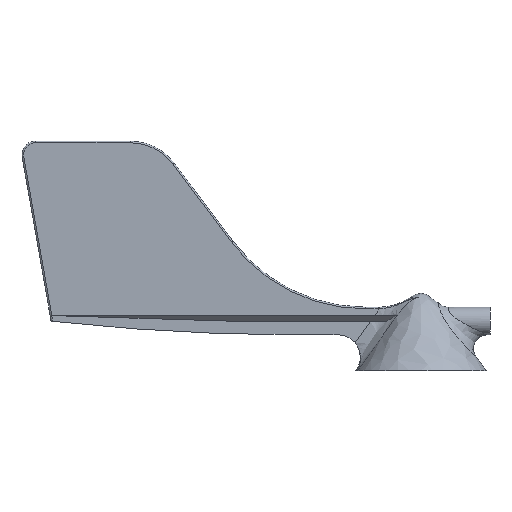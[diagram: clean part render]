
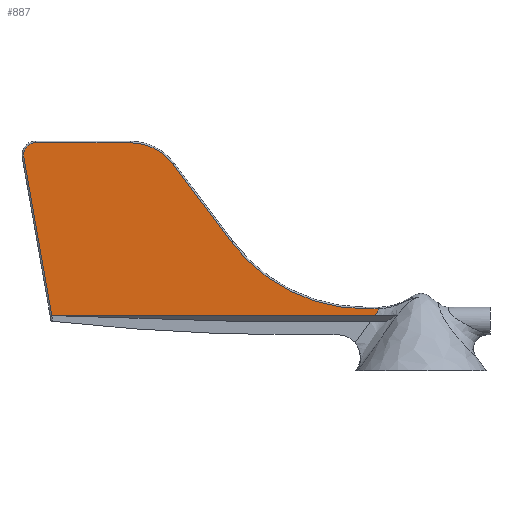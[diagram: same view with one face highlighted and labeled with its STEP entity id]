
A CAD part, left-side view. The second image highlights one B-rep face of the part: STEP entity #887.
In plain terms, the highlighted planar face has unit normal (-1, 0, 0).
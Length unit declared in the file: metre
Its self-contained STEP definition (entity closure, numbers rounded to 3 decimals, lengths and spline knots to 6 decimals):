
#60=LINE('',#1905,#102);
#61=LINE('',#1908,#103);
#62=LINE('',#1914,#104);
#63=LINE('',#1918,#105);
#64=LINE('',#1922,#106);
#102=VECTOR('',#1151,1.);
#103=VECTOR('',#1152,1.);
#104=VECTOR('',#1153,1.);
#105=VECTOR('',#1156,1.);
#106=VECTOR('',#1159,1.);
#126=PLANE('',#977);
#174=B_SPLINE_CURVE_WITH_KNOTS('',3,(#1582,#1583,#1584,#1585),
 .UNSPECIFIED.,.F.,.F.,(4,4),(0.012117,0.015129),
 .UNSPECIFIED.);
#187=B_SPLINE_CURVE_WITH_KNOTS('',3,(#1909,#1910,#1911,#1912),
 .UNSPECIFIED.,.F.,.F.,(4,4),(0.,0.000465),
 .UNSPECIFIED.);
#290=ORIENTED_EDGE('',*,*,#524,.T.);
#291=ORIENTED_EDGE('',*,*,#525,.T.);
#292=ORIENTED_EDGE('',*,*,#478,.T.);
#293=ORIENTED_EDGE('',*,*,#526,.T.);
#294=ORIENTED_EDGE('',*,*,#527,.T.);
#295=ORIENTED_EDGE('',*,*,#528,.T.);
#296=ORIENTED_EDGE('',*,*,#529,.T.);
#297=ORIENTED_EDGE('',*,*,#530,.T.);
#298=ORIENTED_EDGE('',*,*,#531,.T.);
#299=ORIENTED_EDGE('',*,*,#532,.T.);
#478=EDGE_CURVE('',#605,#604,#174,.T.);
#524=EDGE_CURVE('',#639,#640,#60,.F.);
#525=EDGE_CURVE('',#640,#605,#61,.T.);
#526=EDGE_CURVE('',#604,#641,#187,.T.);
#527=EDGE_CURVE('',#641,#642,#62,.T.);
#528=EDGE_CURVE('',#642,#643,#683,.T.);
#529=EDGE_CURVE('',#643,#644,#63,.F.);
#530=EDGE_CURVE('',#644,#645,#684,.F.);
#531=EDGE_CURVE('',#645,#646,#64,.F.);
#532=EDGE_CURVE('',#646,#639,#685,.F.);
#604=VERTEX_POINT('',#1581);
#605=VERTEX_POINT('',#1586);
#639=VERTEX_POINT('',#1906);
#640=VERTEX_POINT('',#1907);
#641=VERTEX_POINT('',#1913);
#642=VERTEX_POINT('',#1915);
#643=VERTEX_POINT('',#1917);
#644=VERTEX_POINT('',#1919);
#645=VERTEX_POINT('',#1921);
#646=VERTEX_POINT('',#1923);
#683=CIRCLE('',#978,0.0606);
#684=CIRCLE('',#979,0.0194);
#685=CIRCLE('',#980,0.0044);
#741=EDGE_LOOP('',(#290,#291,#292,#293,#294,#295,#296,#297,#298,#299));
#818=FACE_BOUND('',#741,.T.);
#887=ADVANCED_FACE('',(#818),#126,.F.);
#977=AXIS2_PLACEMENT_3D('',#1904,#1149,#1150);
#978=AXIS2_PLACEMENT_3D('',#1916,#1154,#1155);
#979=AXIS2_PLACEMENT_3D('',#1920,#1157,#1158);
#980=AXIS2_PLACEMENT_3D('',#1924,#1160,#1161);
#1149=DIRECTION('',(1.,0.,0.));
#1150=DIRECTION('',(0.,1.,0.));
#1151=DIRECTION('',(0.,0.174,0.985));
#1152=DIRECTION('',(0.,-1.,0.));
#1153=DIRECTION('',(0.,1.,0.));
#1154=DIRECTION('',(1.,0.,0.));
#1155=DIRECTION('',(0.,0.,-1.));
#1156=DIRECTION('',(0.,-0.6,-0.8));
#1157=DIRECTION('',(1.,0.,0.));
#1158=DIRECTION('',(0.,0.,-1.));
#1159=DIRECTION('',(0.,-1.,0.));
#1160=DIRECTION('',(1.,0.,0.));
#1161=DIRECTION('',(0.,0.,-1.));
#1581=CARTESIAN_POINT('',(-0.0008,0.014885,0.042212));
#1582=CARTESIAN_POINT('',(-0.0008,0.016697,0.039807));
#1583=CARTESIAN_POINT('',(-0.0008,0.016104,0.040617));
#1584=CARTESIAN_POINT('',(-0.0008,0.015502,0.04142));
#1585=CARTESIAN_POINT('',(-0.0008,0.014885,0.042212));
#1586=CARTESIAN_POINT('',(-0.0008,0.016697,0.039807));
#1904=CARTESIAN_POINT('',(-0.0008,0.0385,0.061307));
#1905=CARTESIAN_POINT('',(-0.0008,0.134101,0.04445));
#1906=CARTESIAN_POINT('',(-0.0008,0.143374,0.097043));
#1907=CARTESIAN_POINT('',(-0.0008,0.133282,0.039807));
#1908=CARTESIAN_POINT('',(-0.0008,0.0385,0.039807));
#1909=CARTESIAN_POINT('',(-0.0008,0.014885,0.042212));
#1910=CARTESIAN_POINT('',(-0.0008,0.01504,0.042209));
#1911=CARTESIAN_POINT('',(-0.0008,0.015195,0.042207));
#1912=CARTESIAN_POINT('',(-0.0008,0.01535,0.042207));
#1913=CARTESIAN_POINT('',(-0.0008,0.01535,0.042207));
#1914=CARTESIAN_POINT('',(-0.0008,0.02,0.042207));
#1915=CARTESIAN_POINT('',(-0.0008,0.02,0.042207));
#1916=CARTESIAN_POINT('',(-0.0008,0.02,0.102807));
#1917=CARTESIAN_POINT('',(-0.0008,0.06848,0.066447));
#1918=CARTESIAN_POINT('',(-0.0008,0.05522,0.048767));
#1919=CARTESIAN_POINT('',(-0.0008,0.08948,0.094447));
#1920=CARTESIAN_POINT('',(-0.0008,0.105,0.082807));
#1921=CARTESIAN_POINT('',(-0.0008,0.105,0.102207));
#1922=CARTESIAN_POINT('',(-0.0008,0.0385,0.102207));
#1923=CARTESIAN_POINT('',(-0.0008,0.139041,0.102207));
#1924=CARTESIAN_POINT('',(-0.0008,0.139041,0.097807));
